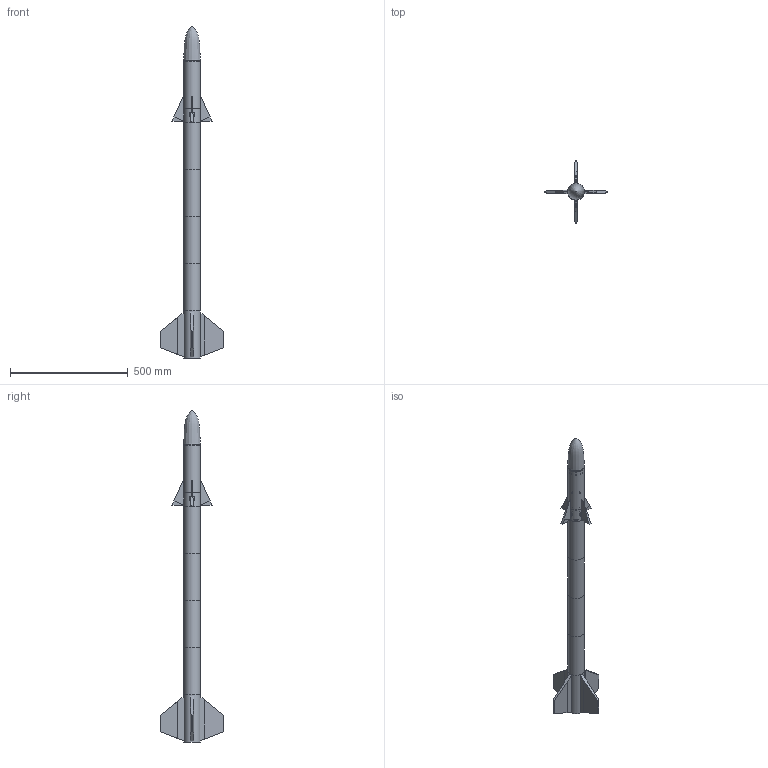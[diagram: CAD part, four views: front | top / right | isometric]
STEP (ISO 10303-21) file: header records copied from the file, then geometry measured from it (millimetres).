
FILE_DESCRIPTION(/* description */ (''),/* implementation_level */ '2;1');
FILE_NAME(/* name */ 'COMBINED.step',/* time_stamp */ '2025-05-04T18:52:57+05:30',/* author */ (''),/* organization */ (''),/* preprocessor_version */ 'ST-DEVELOPER v20.1',/* originating_system */ 'Autodesk Translation Framework v14.4.0.0',/* authorisation */ '');
FILE_SCHEMA (('AUTOMOTIVE_DESIGN { 1 0 10303 214 3 1 1 }'));
Products named in the file (22): combinbed; holder; ballbearing; fin; pulley; SG90 - Micro Servo 9g - Tower Pro; SG90 - Micro Servo 9g - Tower Pro_1; SG90 - Micro Servo 9g - Tower Pro_2; SG90 - Micro Servo 9g - Tower Pro.1_Pea; SG90 - Micro Servo 9g - Tower Pro.2_Pea; SG90 - Micro Servo 9g - Tower Pro.3_Pea; SG90 - Micro Servo 9g - Tower Pro.4_Pea; SG90 - Micro Servo 9g - Tower Pro.6_BS EN ISO 7045 - M2 x 4 - Z - 4S; SG90 - Micro Servo 9g - Tower Pro.5_BS EN ISO 7045 - M2 x 8 - Z - 8S; cover; pole2; Untitled; midplate v6; tube; back fin; midplate; cone
Assembly tree (54 placements, depth 3):
  combinbed
    holder
    ballbearing  x4
    fin  x4
    pulley  x4
    SG90 - Micro Servo 9g - Tower Pro
      SG90 - Micro Servo 9g - Tower Pro.1_Pea
      SG90 - Micro Servo 9g - Tower Pro.2_Pea
      SG90 - Micro Servo 9g - Tower Pro.3_Pea
      SG90 - Micro Servo 9g - Tower Pro.4_Pea
      SG90 - Micro Servo 9g - Tower Pro.5_BS EN ISO 7045 - M2 x 8 - Z - 8S  x2
      SG90 - Micro Servo 9g - Tower Pro.6_BS EN ISO 7045 - M2 x 4 - Z - 4S
    SG90 - Micro Servo 9g - Tower Pro_2  x2
      SG90 - Micro Servo 9g - Tower Pro.1_Pea
      SG90 - Micro Servo 9g - Tower Pro.2_Pea
      SG90 - Micro Servo 9g - Tower Pro.3_Pea
      SG90 - Micro Servo 9g - Tower Pro.4_Pea
      SG90 - Micro Servo 9g - Tower Pro.5_BS EN ISO 7045 - M2 x 8 - Z - 8S
      SG90 - Micro Servo 9g - Tower Pro.6_BS EN ISO 7045 - M2 x 4 - Z - 4S
    SG90 - Micro Servo 9g - Tower Pro_1
      SG90 - Micro Servo 9g - Tower Pro.1_Pea
      SG90 - Micro Servo 9g - Tower Pro.2_Pea
      SG90 - Micro Servo 9g - Tower Pro.3_Pea
      SG90 - Micro Servo 9g - Tower Pro.4_Pea
      SG90 - Micro Servo 9g - Tower Pro.5_BS EN ISO 7045 - M2 x 8 - Z - 8S  x2
      SG90 - Micro Servo 9g - Tower Pro.6_BS EN ISO 7045 - M2 x 4 - Z - 4S
    cover
    midplate  x3
    pole2  x4
    Untitled
      midplate v6
    tube  x4
    back fin
    cone
Bounding box: 267.16 x 267.16 x 1410.36 mm (x, y, z)
Volume: 2173245.8 mm3; surface area: 863284.8 mm2
Topology: 39 solids, 75 shells, 4557 faces, 14594 edges, 10611 vertices
Faces by surface type: plane 2714, cylinder 1189, cone 412, torus 128, bspline 94, sphere 20
Full cylindrical faces by diameter (mm): 0.139 x1, 0.2 x4, 0.5 x4, 1.2 x44, 1.6 x36, 1.8 x16, 2 x144, 2.1 x4, 2.5 x12, 3 x24, 3.1 x4, 3.2 x4, 3.5 x2, 3.6 x8, 3.667 x8, 3.7 x4, 4.6 x4, 4.8 x8, 5 x4, 6.9 x4, 7.5 x8, 9.5 x4, 22 x4, 60 x5, 62 x1, 63.5 x6, 64 x2, 70 x8
Entity records: 54921 total; most frequent: CARTESIAN_POINT 17736, ORIENTED_EDGE 8054, DIRECTION 7111, EDGE_CURVE 4027, VERTEX_POINT 2904, AXIS2_PLACEMENT_3D 2412, LINE 2287, VECTOR 2287
